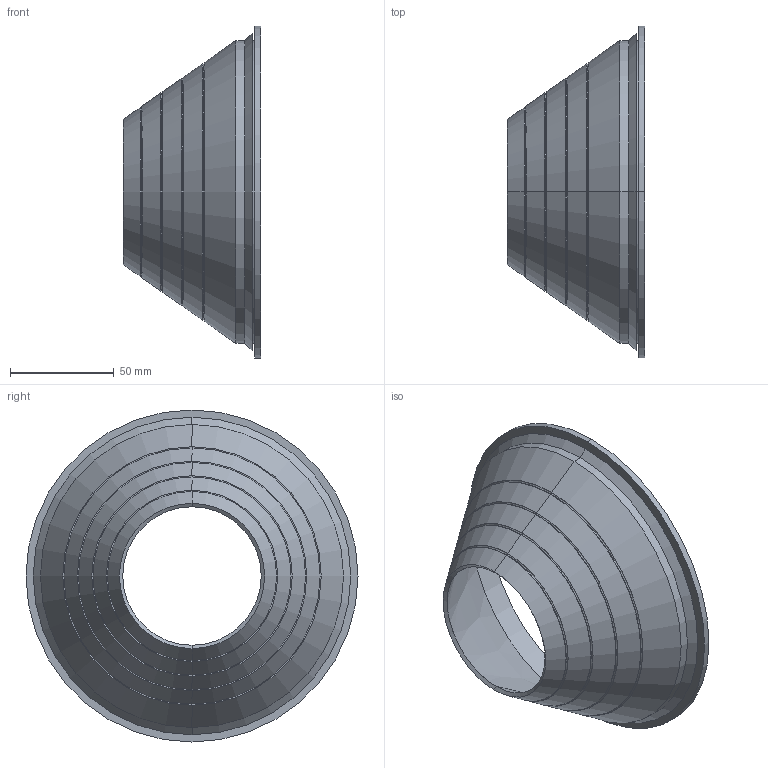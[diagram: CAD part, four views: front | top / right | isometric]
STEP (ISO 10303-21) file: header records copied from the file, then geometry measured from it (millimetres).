
FILE_DESCRIPTION (( 'STEP AP203' ), '1' );
FILE_NAME ('Dummy-PTG(70-135)-GROMMET.STEP', '2012-10-02T23:46:50', ( 'user' ), ( '' ), 'SwSTEP 2.0', 'SolidWorks 2012', '' );
FILE_SCHEMA (( 'CONFIG_CONTROL_DESIGN' ));
Length unit declared in the file: millimetre
Products named in the file (1): Dummy-PTG(70-135)-GROMMET
Bounding box: 66.27 x 160 x 160 mm (x, y, z)
Volume: 67009.4 mm3; surface area: 65816 mm2
Topology: 1 solids, 1 shells, 47 faces, 94 edges, 50 vertices
Faces by surface type: torus 18, cone 16, cylinder 10, plane 3
Entity records: 1293 total; most frequent: DIRECTION 258, CARTESIAN_POINT 192, ORIENTED_EDGE 188, AXIS2_PLACEMENT_3D 116, EDGE_CURVE 94, CIRCLE 68, EDGE_LOOP 50, VERTEX_POINT 50
